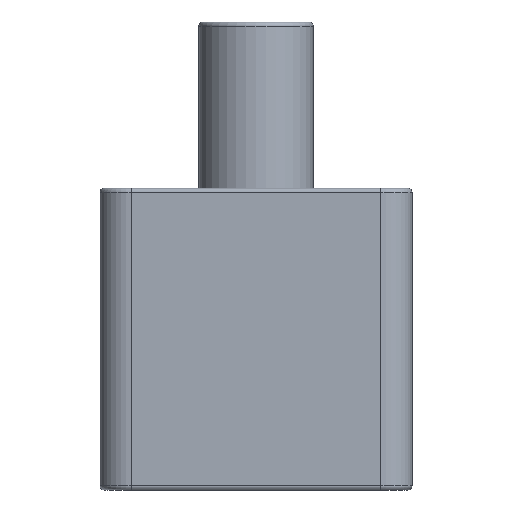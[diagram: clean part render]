
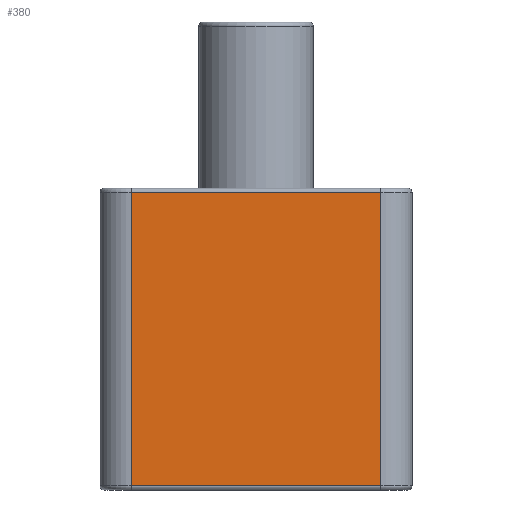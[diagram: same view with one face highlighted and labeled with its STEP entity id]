
A CAD part, front view. The second image highlights one B-rep face of the part: STEP entity #380.
In plain terms, the highlighted planar face has unit normal (0, -1, 0).
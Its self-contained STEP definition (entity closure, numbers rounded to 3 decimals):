
#5 = VERTEX_POINT ( 'NONE', #135 ) ;
#24 = ORIENTED_EDGE ( 'NONE', *, *, #690, .T. ) ;
#111 = VERTEX_POINT ( 'NONE', #493 ) ;
#135 = CARTESIAN_POINT ( 'NONE',  ( 13.5, 0., 0.8 ) ) ;
#188 = FACE_OUTER_BOUND ( 'NONE', #256, .T. ) ;
#221 = LINE ( 'NONE', #670, #842 ) ;
#251 = CARTESIAN_POINT ( 'NONE',  ( 0., 0., 1. ) ) ;
#256 = EDGE_LOOP ( 'NONE', ( #305, #24, #460, #998 ) ) ;
#257 = DIRECTION ( 'NONE',  ( -1., 0., 0. ) ) ;
#295 = VECTOR ( 'NONE', #1075, 1000. ) ;
#305 = ORIENTED_EDGE ( 'NONE', *, *, #432, .T. ) ;
#338 = DIRECTION ( 'NONE',  ( -1., 0., 0. ) ) ;
#380 = ADVANCED_FACE ( 'NONE', ( #188 ), #517, .F. ) ;
#383 = VERTEX_POINT ( 'NONE', #537 ) ;
#387 = EDGE_CURVE ( 'NONE', #5, #111, #221, .T. ) ;
#415 = LINE ( 'NONE', #527, #822 ) ;
#424 = CARTESIAN_POINT ( 'NONE',  ( 1.5, 0., 1. ) ) ;
#432 = EDGE_CURVE ( 'NONE', #111, #653, #1002, .T. ) ;
#460 = ORIENTED_EDGE ( 'NONE', *, *, #521, .F. ) ;
#493 = CARTESIAN_POINT ( 'NONE',  ( 1.5, 0., 0.8 ) ) ;
#494 = DIRECTION ( 'NONE',  ( 0., 0., -1. ) ) ;
#498 = CARTESIAN_POINT ( 'NONE',  ( 1.5, 0., -13.3 ) ) ;
#517 = PLANE ( 'NONE',  #600 ) ;
#521 = EDGE_CURVE ( 'NONE', #5, #383, #958, .T. ) ;
#527 = CARTESIAN_POINT ( 'NONE',  ( 0., 0., -13.3 ) ) ;
#537 = CARTESIAN_POINT ( 'NONE',  ( 13.5, 0., -13.3 ) ) ;
#600 = AXIS2_PLACEMENT_3D ( 'NONE', #251, #1066, #257 ) ;
#646 = DIRECTION ( 'NONE',  ( 1., 0., 0. ) ) ;
#653 = VERTEX_POINT ( 'NONE', #498 ) ;
#670 = CARTESIAN_POINT ( 'NONE',  ( 1.5, 0., 0.8 ) ) ;
#690 = EDGE_CURVE ( 'NONE', #653, #383, #415, .T. ) ;
#796 = VECTOR ( 'NONE', #494, 1000. ) ;
#822 = VECTOR ( 'NONE', #646, 1000. ) ;
#842 = VECTOR ( 'NONE', #338, 1000. ) ;
#958 = LINE ( 'NONE', #1080, #295 ) ;
#998 = ORIENTED_EDGE ( 'NONE', *, *, #387, .T. ) ;
#1002 = LINE ( 'NONE', #424, #796 ) ;
#1066 = DIRECTION ( 'NONE',  ( 0., 1., 0. ) ) ;
#1075 = DIRECTION ( 'NONE',  ( 0., 0., -1. ) ) ;
#1080 = CARTESIAN_POINT ( 'NONE',  ( 13.5, 0., 1. ) ) ;
